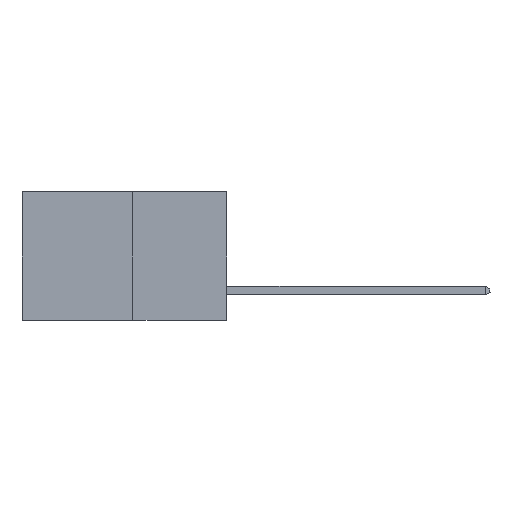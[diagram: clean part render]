
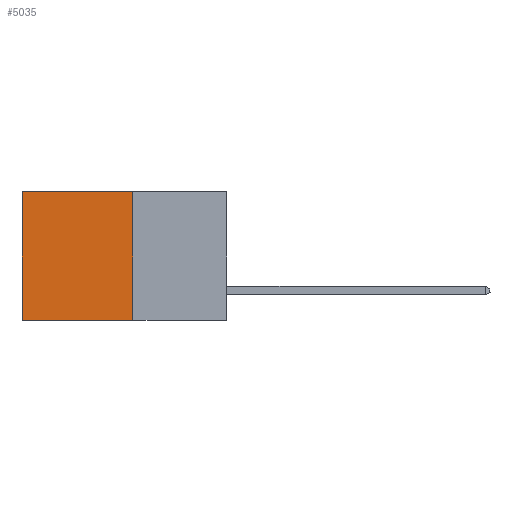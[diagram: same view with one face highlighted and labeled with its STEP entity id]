
A CAD part, left-side view. The second image highlights one B-rep face of the part: STEP entity #5035.
In plain terms, the highlighted planar face has unit normal (-1, 0, 0).
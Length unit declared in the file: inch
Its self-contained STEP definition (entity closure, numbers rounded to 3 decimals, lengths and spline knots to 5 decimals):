
#235 = LINE ( 'NONE', #9767, #8730 ) ;
#723 = LINE ( 'NONE', #13492, #13050 ) ;
#808 = EDGE_CURVE ( 'NONE', #10914, #9413, #11777, .T. ) ;
#834 = DIRECTION ( 'NONE',  ( 0., 1., 0. ) ) ;
#1168 = CARTESIAN_POINT ( 'NONE',  ( 0.277, 0.27, -0.37 ) ) ;
#2083 = VERTEX_POINT ( 'NONE', #9861 ) ;
#2235 = CARTESIAN_POINT ( 'NONE',  ( 0.277, 0.59, -0.37 ) ) ;
#2755 = VECTOR ( 'NONE', #3474, 39.37008 ) ;
#3059 = CARTESIAN_POINT ( 'NONE',  ( 0.277, 0.27, -0.37 ) ) ;
#3198 = ORIENTED_EDGE ( 'NONE', *, *, #5399, .T. ) ;
#3474 = DIRECTION ( 'NONE',  ( 0., 0., -1. ) ) ;
#4296 = DIRECTION ( 'NONE',  ( 0., 0., -1. ) ) ;
#4455 = EDGE_LOOP ( 'NONE', ( #13324, #8870, #8235, #3198 ) ) ;
#5035 = ADVANCED_FACE ( 'NONE', ( #11692 ), #10141, .F. ) ;
#5073 = DIRECTION ( 'NONE',  ( 0., 1., 0. ) ) ;
#5399 = EDGE_CURVE ( 'NONE', #10914, #14567, #235, .T. ) ;
#5712 = EDGE_CURVE ( 'NONE', #14567, #2083, #9099, .T. ) ;
#5826 = DIRECTION ( 'NONE',  ( 0., 0., -1. ) ) ;
#8153 = CARTESIAN_POINT ( 'NONE',  ( 0.277, 0.59, 0. ) ) ;
#8235 = ORIENTED_EDGE ( 'NONE', *, *, #808, .F. ) ;
#8730 = VECTOR ( 'NONE', #5073, 39.37008 ) ;
#8870 = ORIENTED_EDGE ( 'NONE', *, *, #11188, .F. ) ;
#8969 = CARTESIAN_POINT ( 'NONE',  ( 0.277, 0.27, -0.37 ) ) ;
#9099 = LINE ( 'NONE', #2235, #2755 ) ;
#9413 = VERTEX_POINT ( 'NONE', #8969 ) ;
#9767 = CARTESIAN_POINT ( 'NONE',  ( 0.277, 0.27, 0. ) ) ;
#9861 = CARTESIAN_POINT ( 'NONE',  ( 0.277, 0.59, -0.37 ) ) ;
#10141 = PLANE ( 'NONE',  #14670 ) ;
#10752 = CARTESIAN_POINT ( 'NONE',  ( 0.277, 0.27, 0. ) ) ;
#10914 = VERTEX_POINT ( 'NONE', #10752 ) ;
#11188 = EDGE_CURVE ( 'NONE', #9413, #2083, #723, .T. ) ;
#11205 = DIRECTION ( 'NONE',  ( 1., 0., 0. ) ) ;
#11692 = FACE_OUTER_BOUND ( 'NONE', #4455, .T. ) ;
#11777 = LINE ( 'NONE', #1168, #14192 ) ;
#13050 = VECTOR ( 'NONE', #834, 39.37008 ) ;
#13324 = ORIENTED_EDGE ( 'NONE', *, *, #5712, .T. ) ;
#13492 = CARTESIAN_POINT ( 'NONE',  ( 0.277, 0.27, -0.37 ) ) ;
#14192 = VECTOR ( 'NONE', #5826, 39.37008 ) ;
#14567 = VERTEX_POINT ( 'NONE', #8153 ) ;
#14670 = AXIS2_PLACEMENT_3D ( 'NONE', #3059, #11205, #4296 ) ;
